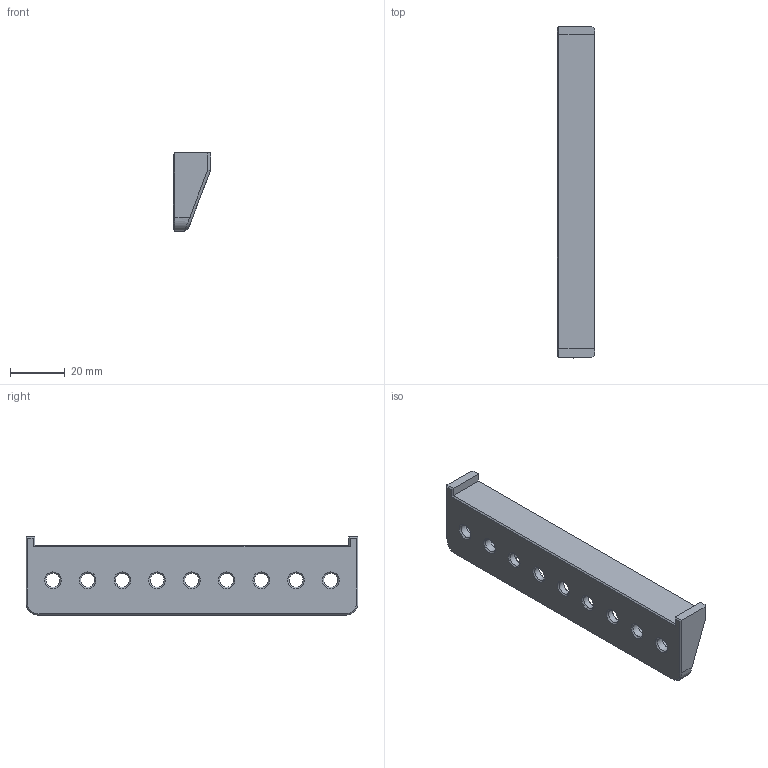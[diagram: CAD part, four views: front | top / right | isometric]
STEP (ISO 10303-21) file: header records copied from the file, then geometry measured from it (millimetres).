
FILE_DESCRIPTION(/* description */ ('STEP AP242','CAx-IF Rec.Pracs.---Representation and Presentation of Product Manufacturing Information (PMI)---4.0---2014-10-13','CAx-IF Rec.Pracs.---3D Tessellated Geometry---0.4---2014-09-14','2;1'),/* implementation_level */ '2;1');
FILE_NAME(/* name */ '66bf6cbc0875155b0c74e4e6',/* time_stamp */ '2024-08-16T15:14:04Z',/* author */ (''),/* organization */ (''),/* preprocessor_version */ 'ST-DEVELOPER v20',/* originating_system */ ' ',/* authorisation */ ' ');
FILE_SCHEMA (('AP242_MANAGED_MODEL_BASED_3D_ENGINEERING_MIM_LF { 1 0 10303 442 1 1 4 }'));
Length unit declared in the file: metre
Products named in the file (1): 1x1 VH-109 Radio Mount Half
Bounding box: 13.58 x 121.34 x 28.57 mm (x, y, z)
Volume: 19962.1 mm3; surface area: 10754.4 mm2
Topology: 1 solids, 1 shells, 787 faces, 2306 edges, 1536 vertices
Faces by surface type: cylinder 602, plane 163, cone 14, bspline 8
Full cylindrical faces by diameter (mm): 5.105 x9
Entity records: 26752 total; most frequent: DIRECTION 5026, CARTESIAN_POINT 4859, ORIENTED_EDGE 4520, EDGE_CURVE 2260, AXIS2_PLACEMENT_3D 1998, VERTEX_POINT 1513, CIRCLE 1218, LINE 1030
